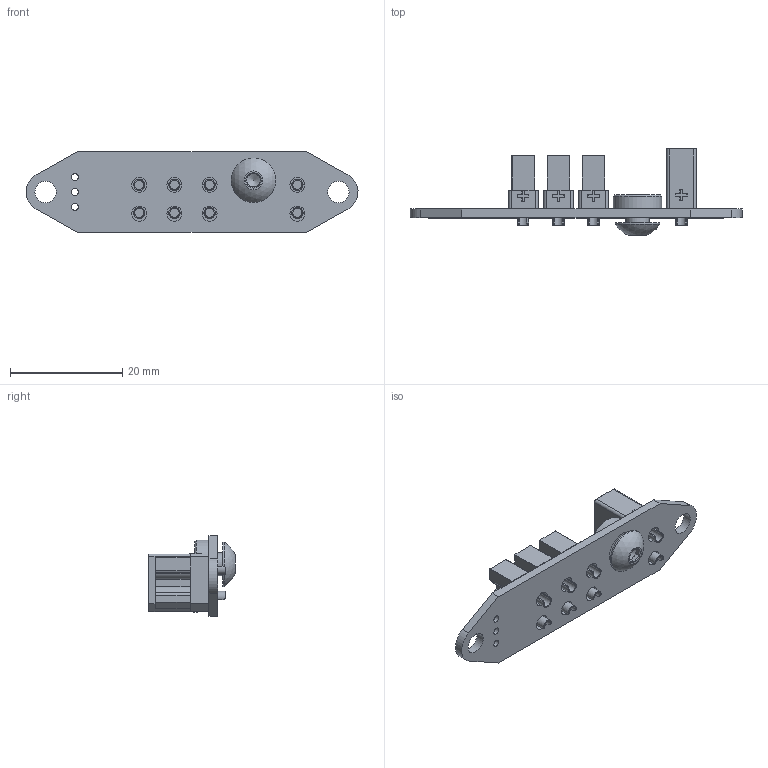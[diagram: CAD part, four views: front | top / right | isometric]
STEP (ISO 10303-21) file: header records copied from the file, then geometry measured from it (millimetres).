
FILE_DESCRIPTION(/* description */ (''),/* implementation_level */ '2;1');
FILE_NAME(/* name */ 'Long AIO PD Board v5.step',/* time_stamp */ '2023-12-18T13:24:25-05:00',/* author */ (''),/* organization */ (''),/* preprocessor_version */ 'ST-DEVELOPER v20',/* originating_system */ 'Autodesk Translation Framework v12.14.0.127',/* authorisation */ '');
FILE_SCHEMA (('AUTOMOTIVE_DESIGN { 1 0 10303 214 3 1 1 }'));
Length unit declared in the file: millimetre
Products named in the file (16): Long AIO PD Board; 8-32 PEM Nut Insert; 92949A189_18-8 Stainless Steel Button Head Hex Drive Screw; XT30U-M; XT30; XT30_Stecker; XT30U-F; XT30_1; XT30_Buchse (1); XT30U-F_1; XT30_2; XT30_Buchse (1)_1; XT30U-F_2; XT30_3; XT30_Buchse (1)_2; XT30_Buchse
Assembly tree (17 placements, depth 5):
  Long AIO PD Board
    8-32 PEM Nut Insert
    92949A189_18-8 Stainless Steel Button Head Hex Drive Screw
    XT30U-M
      XT30
        XT30_Stecker
    XT30U-F
      XT30_1
        XT30_Buchse (1)
          XT30_Buchse
    XT30U-F_1
      XT30_2
        XT30_Buchse (1)_1
          XT30_Buchse
    XT30U-F_2
      XT30_3
        XT30_Buchse (1)_2
          XT30_Buchse
Bounding box: 59.06 x 15.37 x 14.4 mm (x, y, z)
Volume: 2222.8 mm3; surface area: 4813 mm2
Topology: 7 solids, 7 shells, 645 faces, 1641 edges, 963 vertices
Faces by surface type: cylinder 297, plane 250, sphere 53, bspline 20, cone 15, torus 10
Full cylindrical faces by diameter (mm): 1.25 x3, 1.65 x8, 2 x16, 2.656 x8, 3.416 x1, 3.812 x2, 4.166 x1, 6.35 x1, 6.625 x1, 7.925 x1, 8.636 x1
Entity records: 13383 total; most frequent: CARTESIAN_POINT 4273, DIRECTION 1984, ORIENTED_EDGE 1744, EDGE_CURVE 872, AXIS2_PLACEMENT_3D 752, VERTEX_POINT 531, LINE 480, VECTOR 480
